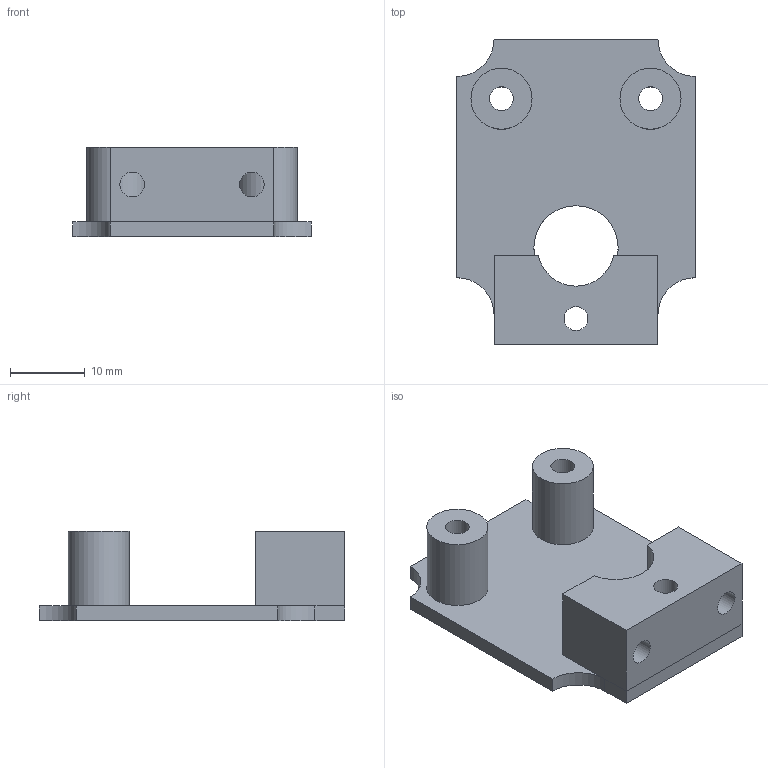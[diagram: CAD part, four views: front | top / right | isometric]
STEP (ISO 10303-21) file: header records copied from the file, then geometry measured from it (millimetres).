
FILE_DESCRIPTION(('FreeCAD Model'),'2;1');
FILE_NAME('Open CASCADE Shape Model','2025-10-26T16:38:55',(''),(''), 'Open CASCADE STEP processor 7.7','FreeCAD','Unknown');
FILE_SCHEMA(('AUTOMOTIVE_DESIGN { 1 0 10303 214 1 1 1 1 }'));
Length unit declared in the file: millimetre
Products named in the file (1): SlidingBodyBrakeBase
Bounding box: 32 x 41 x 12 mm (x, y, z)
Volume: 5073.5 mm3; surface area: 4311.2 mm2
Topology: 1 solids, 1 shells, 33 faces, 81 edges, 51 vertices
Faces by surface type: plane 17, cylinder 16
Full cylindrical faces by diameter (mm): 3.2 x6, 3.3 x2, 8.2 x2, 11.3 x1
Entity records: 1020 total; most frequent: DIRECTION 180, CARTESIAN_POINT 166, ORIENTED_EDGE 162, EDGE_CURVE 81, AXIS2_PLACEMENT_3D 65, VERTEX_POINT 51, LINE 50, VECTOR 50
